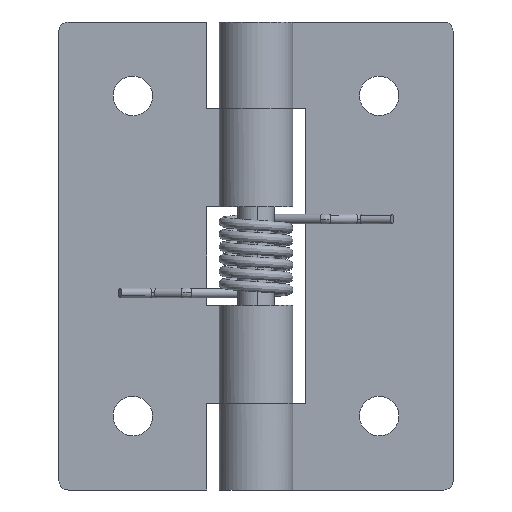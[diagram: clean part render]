
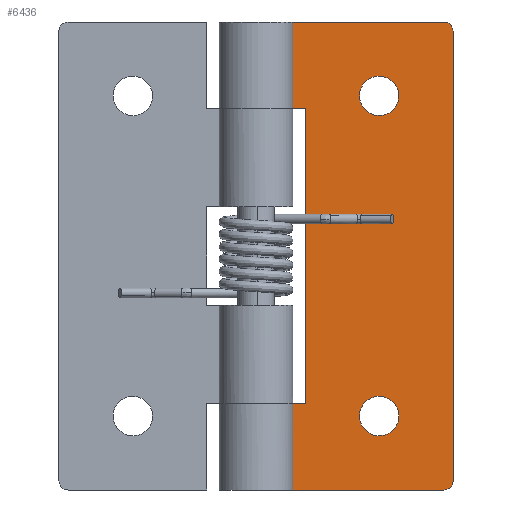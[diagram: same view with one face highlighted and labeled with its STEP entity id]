
A CAD part, front view. The second image highlights one B-rep face of the part: STEP entity #6436.
In plain terms, the highlighted free-form (B-spline) face has degree [1, 1] with [2, 2] control points.
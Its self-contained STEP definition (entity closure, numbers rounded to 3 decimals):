
#5427=CARTESIAN_POINT('',(11.589,1.5,6.189));
#5428=VERTEX_POINT('',#5427);
#5429=CARTESIAN_POINT('',(10.0,1.5,4.4));
#5430=VERTEX_POINT('',#5429);
#5431=CARTESIAN_POINT('',(11.589,1.5,6.189));
#5432=CARTESIAN_POINT('',(11.6,1.5,6.095));
#5433=CARTESIAN_POINT('',(11.6,1.5,6.0));
#5434=CARTESIAN_POINT('',(11.6,1.5,4.4));
#5435=CARTESIAN_POINT('',(10.0,1.5,4.4));
#5443=(BOUNDED_CURVE()B_SPLINE_CURVE(2,(#5431,#5432,#5433,#5434,#5435),.UNSPECIFIED.,.F.,.U.)B_SPLINE_CURVE_WITH_KNOTS((3,2,3),(0.23,0.25,0.5),.UNSPECIFIED.)CURVE()GEOMETRIC_REPRESENTATION_ITEM()RATIONAL_B_SPLINE_CURVE((0.956,0.976,1.0,0.707,1.0))REPRESENTATION_ITEM(''));
#5444=EDGE_CURVE('',#5428,#5430,#5443,.T.);
#5485=CARTESIAN_POINT('',(8.403,1.5,5.902));
#5486=VERTEX_POINT('',#5485);
#5492=CARTESIAN_POINT('',(10.0,1.5,4.4));
#5493=CARTESIAN_POINT('',(8.495,1.5,4.4));
#5494=CARTESIAN_POINT('',(8.403,1.5,5.902));
#5502=(BOUNDED_CURVE()B_SPLINE_CURVE(2,(#5492,#5493,#5494),.UNSPECIFIED.,.F.,.U.)B_SPLINE_CURVE_WITH_KNOTS((3,3),(0.5,0.739),.UNSPECIFIED.)CURVE()GEOMETRIC_REPRESENTATION_ITEM()RATIONAL_B_SPLINE_CURVE((1.0,0.72,0.976))REPRESENTATION_ITEM(''));
#5503=EDGE_CURVE('',#5430,#5486,#5502,.T.);
#5526=CARTESIAN_POINT('',(10.0,1.5,7.6));
#5527=VERTEX_POINT('',#5526);
#5528=CARTESIAN_POINT('',(10.0,1.5,7.6));
#5529=CARTESIAN_POINT('',(11.421,1.5,7.6));
#5530=CARTESIAN_POINT('',(11.589,1.5,6.189));
#5538=(BOUNDED_CURVE()B_SPLINE_CURVE(2,(#5528,#5529,#5530),.UNSPECIFIED.,.F.,.U.)B_SPLINE_CURVE_WITH_KNOTS((3,3),(0.0,0.23),.UNSPECIFIED.)CURVE()GEOMETRIC_REPRESENTATION_ITEM()RATIONAL_B_SPLINE_CURVE((1.0,0.731,0.956))REPRESENTATION_ITEM(''));
#5539=EDGE_CURVE('',#5527,#5428,#5538,.T.);
#5541=CARTESIAN_POINT('',(8.403,1.5,5.902));
#5542=CARTESIAN_POINT('',(8.4,1.5,5.951));
#5543=CARTESIAN_POINT('',(8.4,1.5,6.0));
#5544=CARTESIAN_POINT('',(8.4,1.5,7.6));
#5545=CARTESIAN_POINT('',(10.0,1.5,7.6));
#5553=(BOUNDED_CURVE()B_SPLINE_CURVE(2,(#5541,#5542,#5543,#5544,#5545),.UNSPECIFIED.,.F.,.U.)B_SPLINE_CURVE_WITH_KNOTS((3,2,3),(0.739,0.75,1.0),.UNSPECIFIED.)CURVE()GEOMETRIC_REPRESENTATION_ITEM()RATIONAL_B_SPLINE_CURVE((0.976,0.988,1.0,0.707,1.0))REPRESENTATION_ITEM(''));
#5554=EDGE_CURVE('',#5486,#5527,#5553,.T.);
#5613=CARTESIAN_POINT('',(11.589,1.5,32.189));
#5614=VERTEX_POINT('',#5613);
#5615=CARTESIAN_POINT('',(10.0,1.5,30.4));
#5616=VERTEX_POINT('',#5615);
#5617=CARTESIAN_POINT('',(11.589,1.5,32.189));
#5618=CARTESIAN_POINT('',(11.6,1.5,32.095));
#5619=CARTESIAN_POINT('',(11.6,1.5,32.0));
#5620=CARTESIAN_POINT('',(11.6,1.5,30.4));
#5621=CARTESIAN_POINT('',(10.0,1.5,30.4));
#5629=(BOUNDED_CURVE()B_SPLINE_CURVE(2,(#5617,#5618,#5619,#5620,#5621),.UNSPECIFIED.,.F.,.U.)B_SPLINE_CURVE_WITH_KNOTS((3,2,3),(0.23,0.25,0.5),.UNSPECIFIED.)CURVE()GEOMETRIC_REPRESENTATION_ITEM()RATIONAL_B_SPLINE_CURVE((0.956,0.976,1.0,0.707,1.0))REPRESENTATION_ITEM(''));
#5630=EDGE_CURVE('',#5614,#5616,#5629,.T.);
#5671=CARTESIAN_POINT('',(8.403,1.5,31.902));
#5672=VERTEX_POINT('',#5671);
#5678=CARTESIAN_POINT('',(10.0,1.5,30.4));
#5679=CARTESIAN_POINT('',(8.495,1.5,30.4));
#5680=CARTESIAN_POINT('',(8.403,1.5,31.902));
#5688=(BOUNDED_CURVE()B_SPLINE_CURVE(2,(#5678,#5679,#5680),.UNSPECIFIED.,.F.,.U.)B_SPLINE_CURVE_WITH_KNOTS((3,3),(0.5,0.739),.UNSPECIFIED.)CURVE()GEOMETRIC_REPRESENTATION_ITEM()RATIONAL_B_SPLINE_CURVE((1.0,0.72,0.976))REPRESENTATION_ITEM(''));
#5689=EDGE_CURVE('',#5616,#5672,#5688,.T.);
#5712=CARTESIAN_POINT('',(10.0,1.5,33.6));
#5713=VERTEX_POINT('',#5712);
#5714=CARTESIAN_POINT('',(10.0,1.5,33.6));
#5715=CARTESIAN_POINT('',(11.421,1.5,33.6));
#5716=CARTESIAN_POINT('',(11.589,1.5,32.189));
#5724=(BOUNDED_CURVE()B_SPLINE_CURVE(2,(#5714,#5715,#5716),.UNSPECIFIED.,.F.,.U.)B_SPLINE_CURVE_WITH_KNOTS((3,3),(0.0,0.23),.UNSPECIFIED.)CURVE()GEOMETRIC_REPRESENTATION_ITEM()RATIONAL_B_SPLINE_CURVE((1.0,0.731,0.956))REPRESENTATION_ITEM(''));
#5725=EDGE_CURVE('',#5713,#5614,#5724,.T.);
#5727=CARTESIAN_POINT('',(8.403,1.5,31.902));
#5728=CARTESIAN_POINT('',(8.4,1.5,31.951));
#5729=CARTESIAN_POINT('',(8.4,1.5,32.0));
#5730=CARTESIAN_POINT('',(8.4,1.5,33.6));
#5731=CARTESIAN_POINT('',(10.0,1.5,33.6));
#5739=(BOUNDED_CURVE()B_SPLINE_CURVE(2,(#5727,#5728,#5729,#5730,#5731),.UNSPECIFIED.,.F.,.U.)B_SPLINE_CURVE_WITH_KNOTS((3,2,3),(0.739,0.75,1.0),.UNSPECIFIED.)CURVE()GEOMETRIC_REPRESENTATION_ITEM()RATIONAL_B_SPLINE_CURVE((0.976,0.988,1.0,0.707,1.0))REPRESENTATION_ITEM(''));
#5740=EDGE_CURVE('',#5672,#5713,#5739,.T.);
#5791=CARTESIAN_POINT('',(16.0,1.5,37.25));
#5792=VERTEX_POINT('',#5791);
#5793=CARTESIAN_POINT('',(15.25,1.5,38.0));
#5794=VERTEX_POINT('',#5793);
#5795=CARTESIAN_POINT('',(16.0,1.5,37.25));
#5796=CARTESIAN_POINT('',(16.,1.5,38.0));
#5797=CARTESIAN_POINT('',(15.25,1.5,38.0));
#5805=(BOUNDED_CURVE()B_SPLINE_CURVE(2,(#5795,#5796,#5797),.UNSPECIFIED.,.F.,.U.)CURVE()GEOMETRIC_REPRESENTATION_ITEM()QUASI_UNIFORM_CURVE()RATIONAL_B_SPLINE_CURVE((1.0,0.707,1.0))REPRESENTATION_ITEM(''));
#5806=EDGE_CURVE('',#5792,#5794,#5805,.T.);
#5852=CARTESIAN_POINT('',(15.25,1.5,0.0));
#5853=VERTEX_POINT('',#5852);
#5854=CARTESIAN_POINT('',(16.0,1.5,0.75));
#5855=VERTEX_POINT('',#5854);
#5856=CARTESIAN_POINT('',(15.25,1.5,0.0));
#5857=CARTESIAN_POINT('',(16.,1.5,0.0));
#5858=CARTESIAN_POINT('',(16.0,1.5,0.75));
#5866=(BOUNDED_CURVE()B_SPLINE_CURVE(2,(#5856,#5857,#5858),.UNSPECIFIED.,.F.,.U.)CURVE()GEOMETRIC_REPRESENTATION_ITEM()QUASI_UNIFORM_CURVE()RATIONAL_B_SPLINE_CURVE((1.0,0.707,1.0))REPRESENTATION_ITEM(''));
#5867=EDGE_CURVE('',#5853,#5855,#5866,.T.);
#5934=CARTESIAN_POINT('',(0.0,1.5,7.));
#5935=VERTEX_POINT('',#5934);
#5955=CARTESIAN_POINT('',(4.0,1.5,7.));
#5956=VERTEX_POINT('',#5955);
#5957=CARTESIAN_POINT('',(0.0,1.5,7.));
#5958=CARTESIAN_POINT('',(4.0,1.5,7.));
#5959=QUASI_UNIFORM_CURVE('',1,(#5957,#5958),.UNSPECIFIED.,.F.,.U.);
#5960=EDGE_CURVE('',#5935,#5956,#5959,.T.);
#6012=CARTESIAN_POINT('',(4.0,1.5,31.0));
#6013=VERTEX_POINT('',#6012);
#6019=CARTESIAN_POINT('',(0.0,1.5,31.0));
#6020=VERTEX_POINT('',#6019);
#6021=CARTESIAN_POINT('',(4.0,1.5,31.0));
#6022=CARTESIAN_POINT('',(0.0,1.5,31.0));
#6023=QUASI_UNIFORM_CURVE('',1,(#6021,#6022),.UNSPECIFIED.,.F.,.U.);
#6024=EDGE_CURVE('',#6013,#6020,#6023,.T.);
#6060=CARTESIAN_POINT('',(4.0,1.5,7.));
#6061=CARTESIAN_POINT('',(4.0,1.5,31.0));
#6062=QUASI_UNIFORM_CURVE('',1,(#6060,#6061),.UNSPECIFIED.,.F.,.U.);
#6063=EDGE_CURVE('',#5956,#6013,#6062,.T.);
#6080=CARTESIAN_POINT('',(0.0,1.5,38.0));
#6081=VERTEX_POINT('',#6080);
#6082=CARTESIAN_POINT('',(15.25,1.5,38.0));
#6083=CARTESIAN_POINT('',(0.0,1.5,38.0));
#6084=QUASI_UNIFORM_CURVE('',1,(#6082,#6083),.UNSPECIFIED.,.F.,.U.);
#6085=EDGE_CURVE('',#5794,#6081,#6084,.T.);
#6151=CARTESIAN_POINT('',(0.0,1.5,0.0));
#6152=VERTEX_POINT('',#6151);
#6153=CARTESIAN_POINT('',(15.25,1.5,0.0));
#6154=CARTESIAN_POINT('',(0.0,1.5,0.0));
#6155=QUASI_UNIFORM_CURVE('',1,(#6153,#6154),.UNSPECIFIED.,.F.,.U.);
#6156=EDGE_CURVE('',#5853,#6152,#6155,.T.);
#6277=CARTESIAN_POINT('',(0.0,1.5,0.0));
#6278=CARTESIAN_POINT('',(0.0,1.5,7.));
#6279=QUASI_UNIFORM_CURVE('',1,(#6277,#6278),.UNSPECIFIED.,.F.,.U.);
#6280=EDGE_CURVE('',#6152,#5935,#6279,.T.);
#6312=CARTESIAN_POINT('',(0.0,1.5,31.0));
#6313=CARTESIAN_POINT('',(0.0,1.5,38.0));
#6314=QUASI_UNIFORM_CURVE('',1,(#6312,#6313),.UNSPECIFIED.,.F.,.U.);
#6315=EDGE_CURVE('',#6020,#6081,#6314,.T.);
#6398=CARTESIAN_POINT('',(16.0,1.5,0.75));
#6399=CARTESIAN_POINT('',(16.0,1.5,37.25));
#6400=QUASI_UNIFORM_CURVE('',1,(#6398,#6399),.UNSPECIFIED.,.F.,.U.);
#6401=EDGE_CURVE('',#5855,#5792,#6400,.T.);
#6407=CARTESIAN_POINT('',(-0.799,1.5,-1.898));
#6408=CARTESIAN_POINT('',(-0.799,1.5,39.898));
#6409=CARTESIAN_POINT('',(16.799,1.5,-1.898));
#6410=CARTESIAN_POINT('',(16.799,1.5,39.898));
#6411=B_SPLINE_SURFACE_WITH_KNOTS('',1,1,((#6407,#6409),(#6408,#6410)),.UNSPECIFIED.,.F.,.F.,.U.,(2,2),(2,2),(0.0,41.796),(0.0,17.598),.UNSPECIFIED.);
#6412=ORIENTED_EDGE('',*,*,#5806,.T.);
#6413=ORIENTED_EDGE('',*,*,#6085,.T.);
#6414=ORIENTED_EDGE('',*,*,#6315,.F.);
#6415=ORIENTED_EDGE('',*,*,#6024,.F.);
#6416=ORIENTED_EDGE('',*,*,#6063,.F.);
#6417=ORIENTED_EDGE('',*,*,#5960,.F.);
#6418=ORIENTED_EDGE('',*,*,#6280,.F.);
#6419=ORIENTED_EDGE('',*,*,#6156,.F.);
#6420=ORIENTED_EDGE('',*,*,#5867,.T.);
#6421=ORIENTED_EDGE('',*,*,#6401,.T.);
#6422=EDGE_LOOP('',(#6412,#6413,#6414,#6415,#6416,#6417,#6418,#6419,#6420,#6421));
#6423=FACE_OUTER_BOUND('',#6422,.T.);
#6424=ORIENTED_EDGE('',*,*,#5689,.T.);
#6425=ORIENTED_EDGE('',*,*,#5740,.T.);
#6426=ORIENTED_EDGE('',*,*,#5725,.T.);
#6427=ORIENTED_EDGE('',*,*,#5630,.T.);
#6428=EDGE_LOOP('',(#6424,#6425,#6426,#6427));
#6429=FACE_BOUND('',#6428,.T.);
#6430=ORIENTED_EDGE('',*,*,#5503,.T.);
#6431=ORIENTED_EDGE('',*,*,#5554,.T.);
#6432=ORIENTED_EDGE('',*,*,#5539,.T.);
#6433=ORIENTED_EDGE('',*,*,#5444,.T.);
#6434=EDGE_LOOP('',(#6430,#6431,#6432,#6433));
#6435=FACE_BOUND('',#6434,.T.);
#6436=ADVANCED_FACE('',(#6423,#6429,#6435),#6411,.F.);
